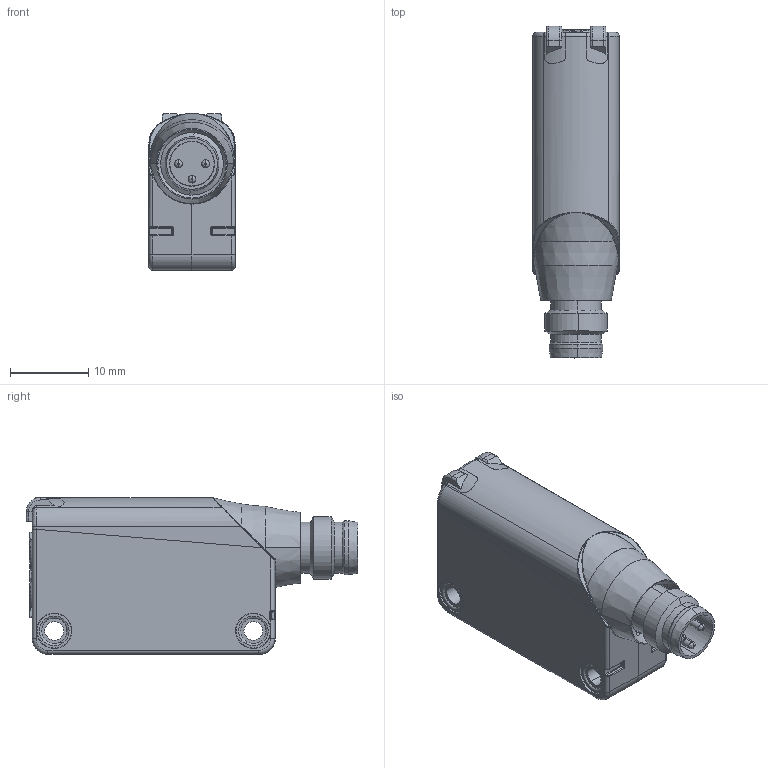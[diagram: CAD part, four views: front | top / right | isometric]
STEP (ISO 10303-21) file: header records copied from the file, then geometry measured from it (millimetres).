
FILE_DESCRIPTION((''),'2;1');
FILE_NAME('DM_CAD-2179_ASM','2015-10-29T',('Creinig-se'),(''),'PRO/ENGINEER BY PARAMETRIC TECHNOLOGY CORPORATION, 2013050','PRO/ENGINEER BY PARAMETRIC TECHNOLOGY CORPORATION, 2013050','');
FILE_SCHEMA(('CONFIG_CONTROL_DESIGN'));
Length unit declared in the file: millimetre
Products named in the file (3): DM_CAD-2179; DM_CAD-2177_MSBR-4_1; DM_CAD-2179_ASM
Assembly tree (2 placements, depth 2):
  DM_CAD-2179_ASM
    DM_CAD-2179
    DM_CAD-2177_MSBR-4_1
Bounding box: 11 x 42.35 x 20 mm (x, y, z)
Volume: 6555.7 mm3; surface area: 4201.5 mm2
Topology: 2 solids, 2 shells, 958 faces, 2619 edges, 1673 vertices
Faces by surface type: plane 425, cylinder 287, bspline 97, torus 77, cone 44, sphere 16, extrusion 12
Entity records: 42810 total; most frequent: CARTESIAN_POINT 14196, ORIENTED_EDGE 5214, DIRECTION 4271, EDGE_CURVE 2607, VERTEX_POINT 1673, AXIS2_PLACEMENT_3D 1517, VECTOR 1237, LINE 1225
